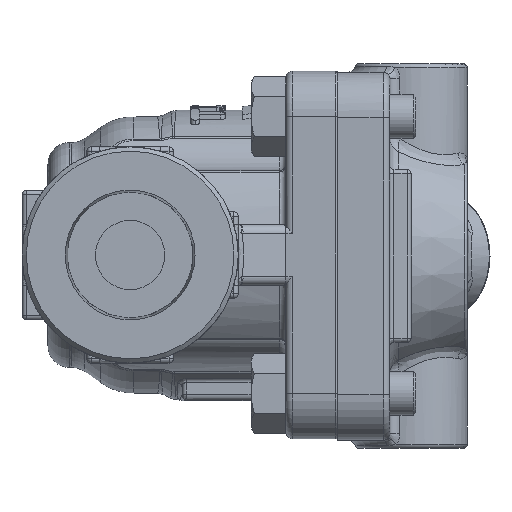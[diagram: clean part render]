
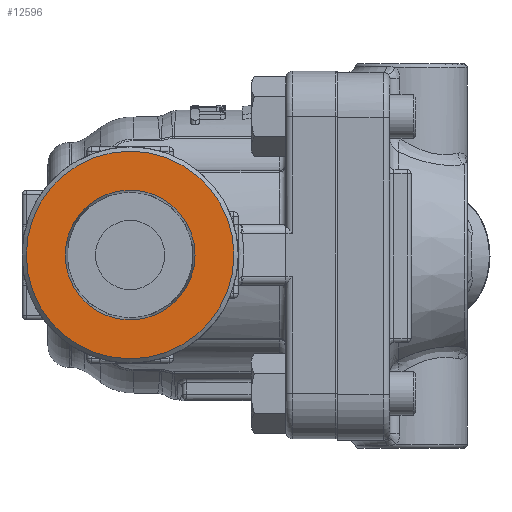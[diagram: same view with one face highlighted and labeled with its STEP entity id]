
A CAD part, left-side view. The second image highlights one B-rep face of the part: STEP entity #12596.
In plain terms, the highlighted planar face has unit normal (-1, 0, 0).
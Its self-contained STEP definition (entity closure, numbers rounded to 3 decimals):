
#894=FACE_BOUND('',#2069,.T.);
#1231=FACE_OUTER_BOUND('',#2068,.T.);
#2068=EDGE_LOOP('',(#8377));
#2069=EDGE_LOOP('',(#8378));
#2935=CIRCLE('',#13467,15.003);
#2954=CIRCLE('',#13495,24.);
#5115=VERTEX_POINT('',#18535);
#5137=VERTEX_POINT('',#18595);
#6325=EDGE_CURVE('',#5115,#5115,#2935,.T.);
#6354=EDGE_CURVE('',#5137,#5137,#2954,.T.);
#8377=ORIENTED_EDGE('',*,*,#6354,.F.);
#8378=ORIENTED_EDGE('',*,*,#6325,.T.);
#12321=PLANE('',#13494);
#12596=ADVANCED_FACE('',(#1231,#894),#12321,.T.);
#13467=AXIS2_PLACEMENT_3D('',#18536,#14932,#14933);
#13494=AXIS2_PLACEMENT_3D('',#18594,#14996,#14997);
#13495=AXIS2_PLACEMENT_3D('',#18596,#14998,#14999);
#14932=DIRECTION('center_axis',(1.,0.,0.));
#14933=DIRECTION('ref_axis',(0.,0.,1.));
#14996=DIRECTION('center_axis',(-1.,0.,0.));
#14997=DIRECTION('ref_axis',(0.,0.,1.));
#14998=DIRECTION('center_axis',(1.,0.,0.));
#14999=DIRECTION('ref_axis',(0.,0.,-1.));
#18535=CARTESIAN_POINT('',(-72.364,20.334,-14.972));
#18536=CARTESIAN_POINT('Origin',(-72.364,20.334,0.031));
#18594=CARTESIAN_POINT('Origin',(-72.364,20.334,0.031));
#18595=CARTESIAN_POINT('',(-72.364,20.334,24.031));
#18596=CARTESIAN_POINT('Origin',(-72.364,20.334,0.031));
